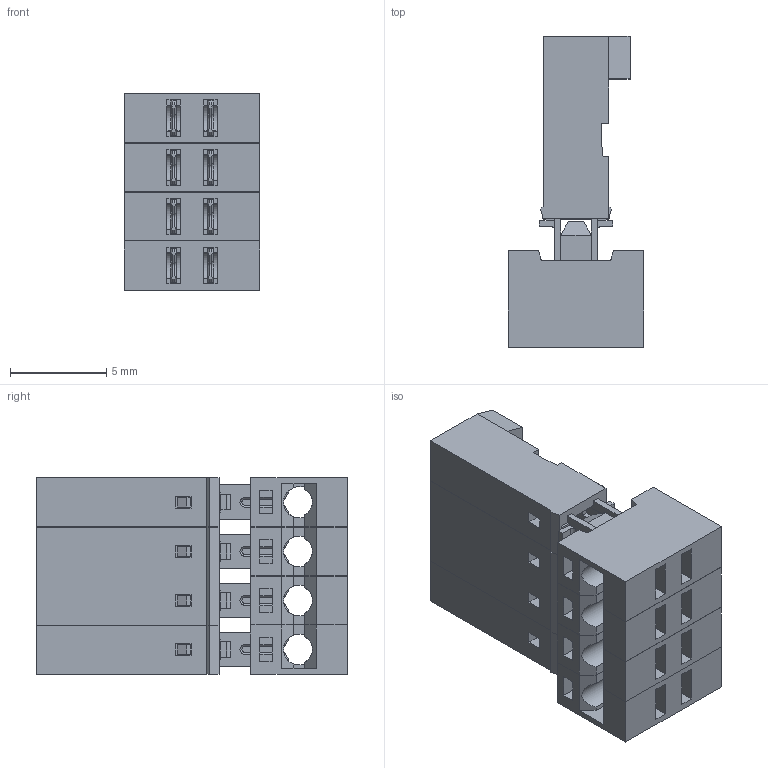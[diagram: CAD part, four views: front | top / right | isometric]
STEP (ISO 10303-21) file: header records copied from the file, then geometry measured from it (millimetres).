
FILE_DESCRIPTION( ( 'Unknown' ), '1' );
FILE_NAME( '661004152022.stp', 'Unknown', ( 'Unknown' ), ( 'Unknown' ), 'PSStep 17.0.49', 'Unknown', ' ' );
FILE_SCHEMA( ( 'AUTOMOTIVE_DESIGN { 1 0 10303 214 1 1 1 1 }' ) );
Length unit declared in the file: millimetre
Products named in the file (4): Assem1; 47828361_03_20_440_DX; 47828361_03_20_440_SX; 47828361_03_20_440_CNT
Assembly tree (3 placements, depth 2):
  Assem1
    47828361_03_20_440_DX
    47828361_03_20_440_SX
    47828361_03_20_440_CNT
Bounding box: 7 x 16.1 x 10.17 mm (x, y, z)
Volume: 502.1 mm3; surface area: 1774.7 mm2
Topology: 3 solids, 3 shells, 994 faces, 2950 edges, 1907 vertices
Faces by surface type: plane 914, cylinder 64, cone 16
Entity records: 40800 total; most frequent: ORIENTED_EDGE 5900, CARTESIAN_POINT 5855, DIRECTION 5162, EDGE_CURVE 2950, LINE 2734, VECTOR 2734, VERTEX_POINT 1907, AXIS2_PLACEMENT_3D 1214
